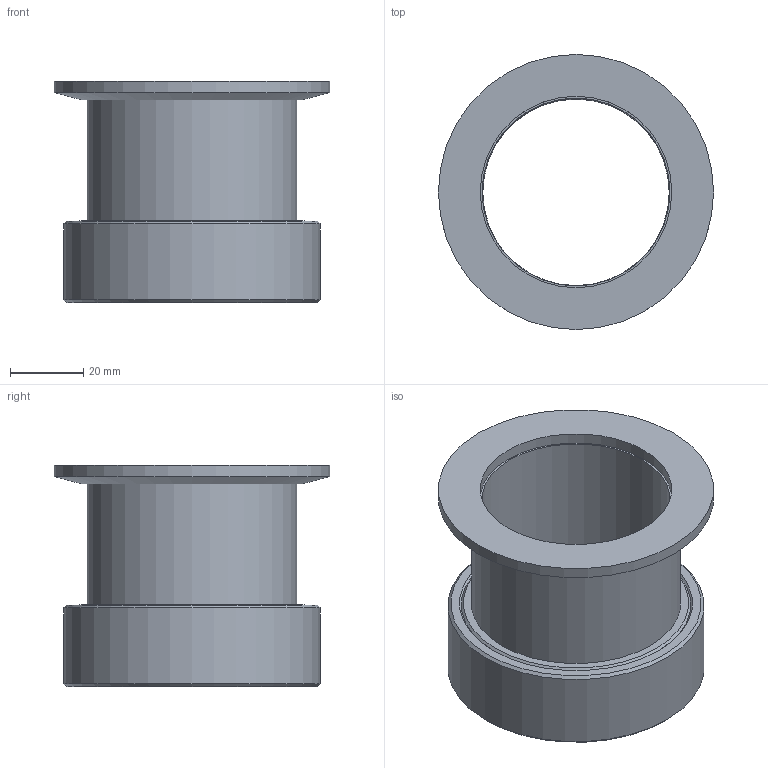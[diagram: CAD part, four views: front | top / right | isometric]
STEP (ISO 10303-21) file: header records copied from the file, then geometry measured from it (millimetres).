
FILE_DESCRIPTION(/* description */ (''),/* implementation_level */ '2;1');
FILE_NAME(/* name */ '1000022a.stp',/* time_stamp */ '2019-07-18T09:39:46-04:00',/* author */ ('Glen_C'),/* organization */ (''),/* preprocessor_version */ 'ST-DEVELOPER v16.13',/* originating_system */ 'Autodesk Inventor 2018',/* authorisation */ '');
FILE_SCHEMA (('AUTOMOTIVE_DESIGN { 1 0 10303 214 3 1 1 }'));
Length unit declared in the file: inch
Products named in the file (1): 1000022_S
Bounding box: 75.01 x 75.01 x 60.33 mm (x, y, z)
Volume: 64831.6 mm3; surface area: 33593.3 mm2
Topology: 1 solids, 4 shells, 36 faces, 64 edges, 40 vertices
Faces by surface type: cylinder 14, plane 12, cone 6, torus 4
Full cylindrical faces by diameter (mm): 50.8 x1, 51.181 x3, 52.197 x1, 57.15 x3, 57.531 x1, 60.325 x2, 62.128 x1, 69.85 x1, 75.006 x1
Entity records: 846 total; most frequent: DIRECTION 146, CARTESIAN_POINT 109, AXIS2_PLACEMENT_3D 73, EDGE_LOOP 72, ORIENTED_EDGE 72, STYLED_ITEM 37, FACE_BOUND 36, FACE_OUTER_BOUND 36
